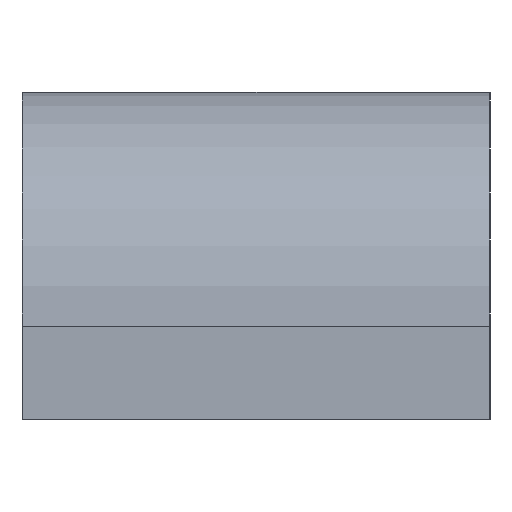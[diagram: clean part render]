
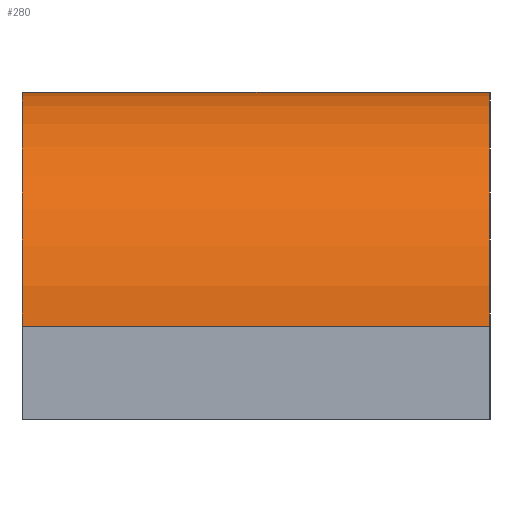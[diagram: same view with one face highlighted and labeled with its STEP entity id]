
A CAD part, left-side view. The second image highlights one B-rep face of the part: STEP entity #280.
In plain terms, the highlighted cylindrical face has radius 5 mm (diameter 10 mm), a partial arc.
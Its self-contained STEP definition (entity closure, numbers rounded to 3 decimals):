
#168=CARTESIAN_POINT('Vertex',(-20.,5.,2.)) ;
#175=CARTESIAN_POINT('Vertex',(-20.,-5.,2.)) ;
#178=CARTESIAN_POINT('Line Origine',(-20.,0.,2.)) ;
#206=CARTESIAN_POINT('Vertex',(-15.,-5.,7.)) ;
#209=CARTESIAN_POINT('Axis2P3D Location',(-15.,-5.,2.)) ;
#234=CARTESIAN_POINT('Vertex',(-15.,5.,7.)) ;
#242=CARTESIAN_POINT('Axis2P3D Location',(-15.,5.,2.)) ;
#256=CARTESIAN_POINT('Axis2P3D Location',(-15.,0.,2.)) ;
#261=CARTESIAN_POINT('Line Origine',(-15.,0.,7.)) ;
#265=CARTESIAN_POINT('Vertex',(-15.,0.,7.)) ;
#268=CARTESIAN_POINT('Line Origine',(-15.,0.,7.)) ;
#179=DIRECTION('Vector Direction',(0.,-1.,0.)) ;
#210=DIRECTION('Axis2P3D Direction',(0.,-1.,0.)) ;
#243=DIRECTION('Axis2P3D Direction',(0.,1.,-0.)) ;
#257=DIRECTION('Axis2P3D Direction',(0.,-1.,0.)) ;
#258=DIRECTION('Axis2P3D XDirection',(0.,0.,1.)) ;
#262=DIRECTION('Vector Direction',(0.,-1.,0.)) ;
#269=DIRECTION('Vector Direction',(0.,-1.,0.)) ;
#211=AXIS2_PLACEMENT_3D('Circle Axis2P3D',#209,#210,$) ;
#244=AXIS2_PLACEMENT_3D('Circle Axis2P3D',#242,#243,$) ;
#259=AXIS2_PLACEMENT_3D('Cylinder Axis2P3D',#256,#257,#258) ;
#274=ORIENTED_EDGE('',*,*,#213,.T.) ;
#275=ORIENTED_EDGE('',*,*,#267,.F.) ;
#276=ORIENTED_EDGE('',*,*,#272,.F.) ;
#277=ORIENTED_EDGE('',*,*,#246,.T.) ;
#278=ORIENTED_EDGE('',*,*,#182,.T.) ;
#180=VECTOR('Line Direction',#179,1.) ;
#263=VECTOR('Line Direction',#262,1.) ;
#270=VECTOR('Line Direction',#269,1.) ;
#280=ADVANCED_FACE('Corps principal',(#279),#260,.T.) ;
#212=CIRCLE('generated circle',#211,5.) ;
#245=CIRCLE('generated circle',#244,5.) ;
#260=CYLINDRICAL_SURFACE('generated cylinder',#259,5.) ;
#182=EDGE_CURVE('',#169,#176,#181,.T.) ;
#213=EDGE_CURVE('',#176,#207,#212,.F.) ;
#246=EDGE_CURVE('',#235,#169,#245,.F.) ;
#267=EDGE_CURVE('',#266,#207,#264,.T.) ;
#272=EDGE_CURVE('',#235,#266,#271,.T.) ;
#273=EDGE_LOOP('',(#274,#275,#276,#277,#278)) ;
#279=FACE_OUTER_BOUND('',#273,.T.) ;
#181=LINE('Line',#178,#180) ;
#264=LINE('Line',#261,#263) ;
#271=LINE('Line',#268,#270) ;
#169=VERTEX_POINT('',#168) ;
#176=VERTEX_POINT('',#175) ;
#207=VERTEX_POINT('',#206) ;
#235=VERTEX_POINT('',#234) ;
#266=VERTEX_POINT('',#265) ;
